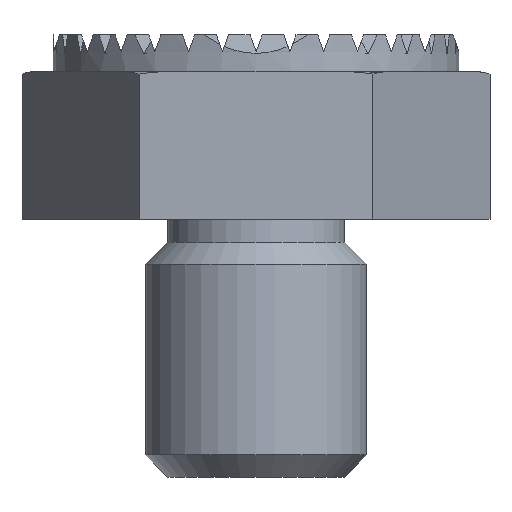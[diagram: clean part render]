
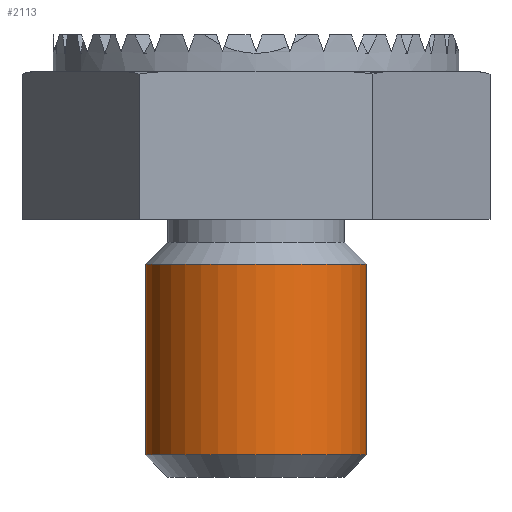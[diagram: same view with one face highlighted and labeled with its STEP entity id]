
A CAD part, left-side view. The second image highlights one B-rep face of the part: STEP entity #2113.
In plain terms, the highlighted cylindrical face has radius 6 mm (diameter 12 mm), a partial arc.
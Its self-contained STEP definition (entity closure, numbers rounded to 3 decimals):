
#449 = EDGE_CURVE ( 'NONE', #9078, #12246, #8480, .T. ) ;
#500 = DIRECTION ( 'NONE',  ( 0., 1., 0. ) ) ;
#834 = VECTOR ( 'NONE', #10882, 1000. ) ;
#953 = CARTESIAN_POINT ( 'NONE',  ( 0., -6., -12.8 ) ) ;
#1995 = CARTESIAN_POINT ( 'NONE',  ( 0., -6., -14. ) ) ;
#2102 = EDGE_CURVE ( 'NONE', #9078, #5123, #11965, .T. ) ;
#2113 = ADVANCED_FACE ( 'NONE', ( #3385 ), #4702, .T. ) ;
#3266 = LINE ( 'NONE', #11117, #13918 ) ;
#3385 = FACE_OUTER_BOUND ( 'NONE', #10791, .T. ) ;
#3842 = DIRECTION ( 'NONE',  ( 0., 0., -1. ) ) ;
#3958 = CARTESIAN_POINT ( 'NONE',  ( 0., 6., -2.45 ) ) ;
#4087 = CARTESIAN_POINT ( 'NONE',  ( 0., -6., -2.45 ) ) ;
#4401 = ORIENTED_EDGE ( 'NONE', *, *, #10311, .F. ) ;
#4702 = CYLINDRICAL_SURFACE ( 'NONE', #6435, 6. ) ;
#5123 = VERTEX_POINT ( 'NONE', #953 ) ;
#5469 = CARTESIAN_POINT ( 'NONE',  ( 0., 6., -12.8 ) ) ;
#6016 = AXIS2_PLACEMENT_3D ( 'NONE', #14091, #10826, #14243 ) ;
#6435 = AXIS2_PLACEMENT_3D ( 'NONE', #8988, #9067, #8918 ) ;
#7442 = ORIENTED_EDGE ( 'NONE', *, *, #449, .T. ) ;
#8032 = VERTEX_POINT ( 'NONE', #5469 ) ;
#8480 = CIRCLE ( 'NONE', #12200, 6. ) ;
#8601 = ORIENTED_EDGE ( 'NONE', *, *, #10409, .T. ) ;
#8918 = DIRECTION ( 'NONE',  ( 0., 1., 0. ) ) ;
#8988 = CARTESIAN_POINT ( 'NONE',  ( 0., 0., -14. ) ) ;
#9067 = DIRECTION ( 'NONE',  ( 0., 0., -1. ) ) ;
#9078 = VERTEX_POINT ( 'NONE', #4087 ) ;
#9528 = CARTESIAN_POINT ( 'NONE',  ( 0., 0., -2.45 ) ) ;
#10311 = EDGE_CURVE ( 'NONE', #5123, #8032, #13225, .T. ) ;
#10409 = EDGE_CURVE ( 'NONE', #12246, #8032, #3266, .T. ) ;
#10715 = ORIENTED_EDGE ( 'NONE', *, *, #2102, .F. ) ;
#10791 = EDGE_LOOP ( 'NONE', ( #10715, #7442, #8601, #4401 ) ) ;
#10826 = DIRECTION ( 'NONE',  ( 0., 0., -1. ) ) ;
#10882 = DIRECTION ( 'NONE',  ( 0., 0., -1. ) ) ;
#11117 = CARTESIAN_POINT ( 'NONE',  ( 0., 6., -14. ) ) ;
#11965 = LINE ( 'NONE', #1995, #834 ) ;
#12200 = AXIS2_PLACEMENT_3D ( 'NONE', #9528, #3842, #500 ) ;
#12246 = VERTEX_POINT ( 'NONE', #3958 ) ;
#13225 = CIRCLE ( 'NONE', #6016, 6. ) ;
#13439 = DIRECTION ( 'NONE',  ( 0., 0., -1. ) ) ;
#13918 = VECTOR ( 'NONE', #13439, 1000. ) ;
#14091 = CARTESIAN_POINT ( 'NONE',  ( 0., 0., -12.8 ) ) ;
#14243 = DIRECTION ( 'NONE',  ( 0., 1., 0. ) ) ;
